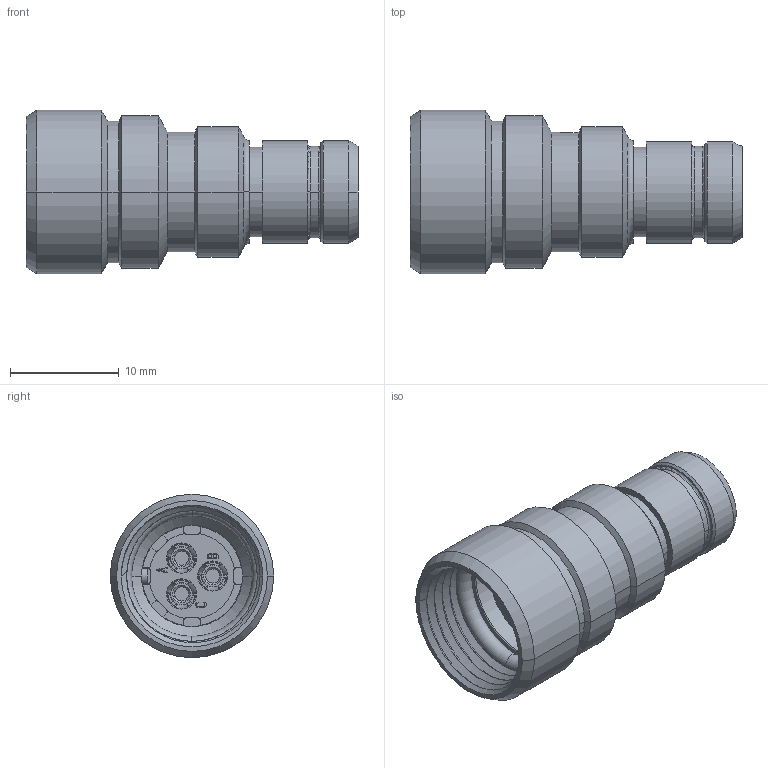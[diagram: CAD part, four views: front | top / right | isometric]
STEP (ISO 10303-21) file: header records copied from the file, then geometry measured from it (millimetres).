
FILE_DESCRIPTION((''),'2;1');
FILE_NAME('1332P003FS','2024-07-24T14:31:29',('paultorloting'),('NET AG system integration'),'CREO PARAMETRIC BY PTC INC, 2021404','CREO PARAMETRIC BY PTC INC, 2021404','');
FILE_SCHEMA(('AUTOMOTIVE_DESIGN { 1 0 10303 214 1 1 1 1 }'));
Length unit declared in the file: millimetre
Products named in the file (1): 1332P003FS
Bounding box: 30.5 x 15 x 15 mm (x, y, z)
Volume: 2141.5 mm3; surface area: 3839.4 mm2
Topology: 1 solids, 1 shells, 729 faces, 1905 edges, 1216 vertices
Faces by surface type: plane 375, cylinder 215, cone 51, torus 51, bspline 25, extrusion 12
Entity records: 30233 total; most frequent: CARTESIAN_POINT 7462, ORIENTED_EDGE 3810, DIRECTION 3573, EDGE_CURVE 1905, AXIS2_PLACEMENT_3D 1234, VERTEX_POINT 1216, VECTOR 1102, LINE 1090
